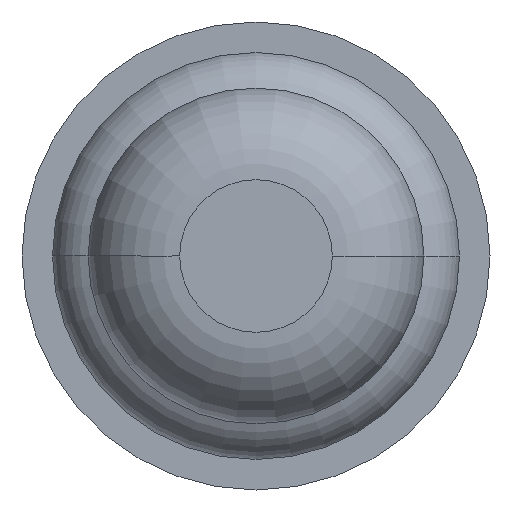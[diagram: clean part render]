
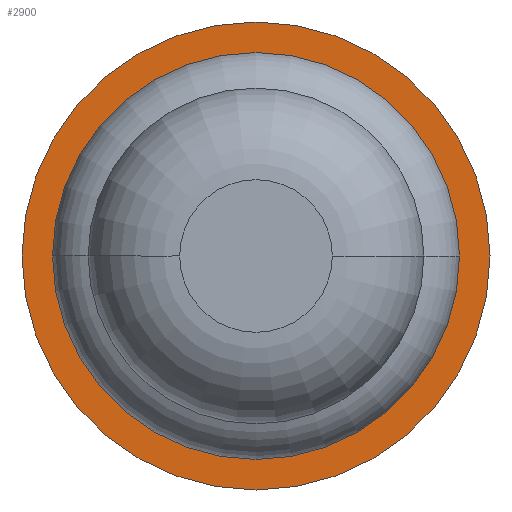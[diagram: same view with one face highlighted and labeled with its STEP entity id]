
A CAD part, front view. The second image highlights one B-rep face of the part: STEP entity #2900.
In plain terms, the highlighted planar face has unit normal (0, -1, 0).
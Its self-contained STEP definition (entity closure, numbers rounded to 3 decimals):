
#5 = CARTESIAN_POINT ( 'NONE',  ( 0., 9.4, 1.15 ) ) ;
#58 = ORIENTED_EDGE ( 'NONE', *, *, #310, .T. ) ;
#113 = CIRCLE ( 'NONE', #2729, 1.15 ) ;
#214 = CARTESIAN_POINT ( 'NONE',  ( 0., 9.4, 0. ) ) ;
#239 = CARTESIAN_POINT ( 'NONE',  ( 0., 9.4, 0. ) ) ;
#261 = DIRECTION ( 'NONE',  ( 0., 1., 0. ) ) ;
#289 = PLANE ( 'NONE',  #1819 ) ;
#310 = EDGE_CURVE ( 'Defeature ausgef�hrt1_2+Defeature ausgef�hrt1_3+Defeature ausgef�hrt1_3+Defeature ausgef�hrt1_3', #1368, #3169, #1981, .T. ) ;
#328 = CIRCLE ( 'NONE', #3090, 0.5 ) ;
#349 = EDGE_LOOP ( 'NONE', ( #3352, #1902 ) ) ;
#624 = FACE_OUTER_BOUND ( 'NONE', #349, .T. ) ;
#858 = DIRECTION ( 'NONE',  ( 0., 0., 1. ) ) ;
#931 = FACE_BOUND ( 'NONE', #1640, .T. ) ;
#991 = AXIS2_PLACEMENT_3D ( 'NONE', #214, #261, #1899 ) ;
#1028 = EDGE_CURVE ( 'Defeature ausgef�hrt1_0+Defeature ausgef�hrt1_2+Defeature ausgef�hrt1_2+Defeature ausgef�hrt1_2', #2914, #2728, #113, .T. ) ;
#1062 = DIRECTION ( 'NONE',  ( 0., 1., 0. ) ) ;
#1117 = CARTESIAN_POINT ( 'NONE',  ( 1.136, 9.4, 0. ) ) ;
#1288 = AXIS2_PLACEMENT_3D ( 'NONE', #239, #1062, #1345 ) ;
#1345 = DIRECTION ( 'NONE',  ( 0., 0., 1. ) ) ;
#1368 = VERTEX_POINT ( 'NONE', #1955 ) ;
#1391 = CARTESIAN_POINT ( 'NONE',  ( 0., 9.4, -1.15 ) ) ;
#1419 = CARTESIAN_POINT ( 'NONE',  ( 0., 9.4, -0.5 ) ) ;
#1640 = EDGE_LOOP ( 'NONE', ( #3146, #58 ) ) ;
#1706 = DIRECTION ( 'NONE',  ( 0., 1., 0. ) ) ;
#1819 = AXIS2_PLACEMENT_3D ( 'NONE', #1117, #1706, #858 ) ;
#1899 = DIRECTION ( 'NONE',  ( 0., 0., 1. ) ) ;
#1902 = ORIENTED_EDGE ( 'NONE', *, *, #1028, .F. ) ;
#1912 = EDGE_CURVE ( 'Defeature ausgef�hrt1_2+Defeature ausgef�hrt1_3+Defeature ausgef�hrt1_3+Defeature ausgef�hrt1_3', #3169, #1368, #328, .T. ) ;
#1941 = EDGE_CURVE ( 'Defeature ausgef�hrt1_0+Defeature ausgef�hrt1_2+Defeature ausgef�hrt1_2+Defeature ausgef�hrt1_2', #2728, #2914, #2283, .T. ) ;
#1955 = CARTESIAN_POINT ( 'NONE',  ( 0., 9.4, 0.5 ) ) ;
#1981 = CIRCLE ( 'NONE', #1288, 0.5 ) ;
#2000 = DIRECTION ( 'NONE',  ( 0., 0., 1. ) ) ;
#2026 = DIRECTION ( 'NONE',  ( 0., 1., 0. ) ) ;
#2168 = DIRECTION ( 'NONE',  ( 0., 1., 0. ) ) ;
#2283 = CIRCLE ( 'NONE', #991, 1.15 ) ;
#2300 = CARTESIAN_POINT ( 'NONE',  ( 0., 9.4, 0. ) ) ;
#2726 = CARTESIAN_POINT ( 'NONE',  ( 0., 9.4, 0. ) ) ;
#2728 = VERTEX_POINT ( 'NONE', #5 ) ;
#2729 = AXIS2_PLACEMENT_3D ( 'NONE', #2300, #2026, #2000 ) ;
#2900 = ADVANCED_FACE ( 'Defeature ausgef�hrt1_2', ( #931, #624 ), #289, .F. ) ;
#2914 = VERTEX_POINT ( 'NONE', #1391 ) ;
#2967 = DIRECTION ( 'NONE',  ( 0., 0., 1. ) ) ;
#3090 = AXIS2_PLACEMENT_3D ( 'NONE', #2726, #2168, #2967 ) ;
#3146 = ORIENTED_EDGE ( 'NONE', *, *, #1912, .T. ) ;
#3169 = VERTEX_POINT ( 'NONE', #1419 ) ;
#3352 = ORIENTED_EDGE ( 'NONE', *, *, #1941, .F. ) ;
